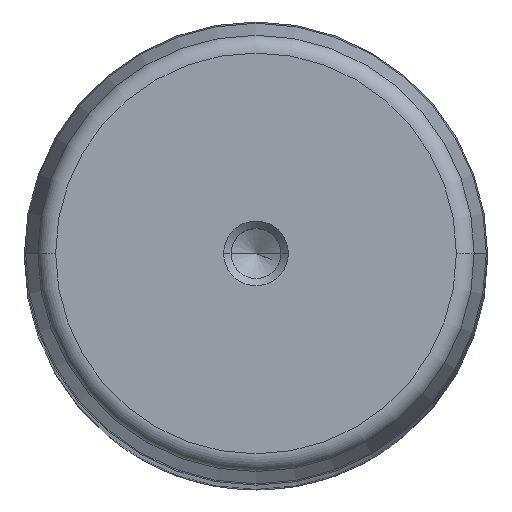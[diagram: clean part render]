
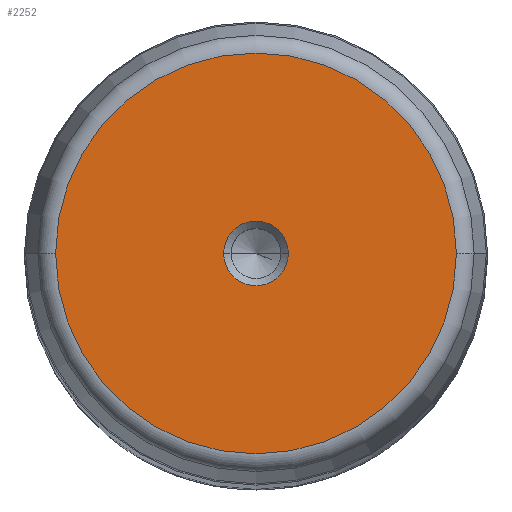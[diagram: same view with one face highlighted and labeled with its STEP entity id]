
A CAD part, top view. The second image highlights one B-rep face of the part: STEP entity #2252.
In plain terms, the highlighted planar face has unit normal (0, 0, 1).
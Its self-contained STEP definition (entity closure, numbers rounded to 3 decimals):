
#66 = CARTESIAN_POINT ( 'NONE',  ( -27.263, 0., 400. ) ) ;
#333 = DIRECTION ( 'NONE',  ( -1., 0., 0. ) ) ;
#414 = DIRECTION ( 'NONE',  ( 0., 0., -1. ) ) ;
#452 = EDGE_LOOP ( 'NONE', ( #686, #613 ) ) ;
#494 = EDGE_LOOP ( 'NONE', ( #1383, #1079 ) ) ;
#592 = AXIS2_PLACEMENT_3D ( 'NONE', #658, #1193, #2141 ) ;
#613 = ORIENTED_EDGE ( 'NONE', *, *, #2688, .F. ) ;
#629 = AXIS2_PLACEMENT_3D ( 'NONE', #2606, #414, #943 ) ;
#658 = CARTESIAN_POINT ( 'NONE',  ( 0., 0., 400. ) ) ;
#686 = ORIENTED_EDGE ( 'NONE', *, *, #1112, .F. ) ;
#736 = CARTESIAN_POINT ( 'NONE',  ( 27.263, 0., 400. ) ) ;
#740 = AXIS2_PLACEMENT_3D ( 'NONE', #813, #2280, #333 ) ;
#773 = VERTEX_POINT ( 'NONE', #736 ) ;
#813 = CARTESIAN_POINT ( 'NONE',  ( 0., 0., 400. ) ) ;
#943 = DIRECTION ( 'NONE',  ( 1., 0., 0. ) ) ;
#1032 = EDGE_CURVE ( 'NONE', #2666, #3171, #2129, .T. ) ;
#1079 = ORIENTED_EDGE ( 'NONE', *, *, #2063, .T. ) ;
#1084 = DIRECTION ( 'NONE',  ( 1., 0., 0. ) ) ;
#1097 = FACE_OUTER_BOUND ( 'NONE', #452, .T. ) ;
#1100 = CIRCLE ( 'NONE', #592, 27.263 ) ;
#1105 = AXIS2_PLACEMENT_3D ( 'NONE', #1865, #2350, #1363 ) ;
#1112 = EDGE_CURVE ( 'NONE', #3050, #773, #1100, .T. ) ;
#1193 = DIRECTION ( 'NONE',  ( 0., 0., -1. ) ) ;
#1315 = CARTESIAN_POINT ( 'NONE',  ( 4.4, 0., 400. ) ) ;
#1363 = DIRECTION ( 'NONE',  ( 1., 0., 0. ) ) ;
#1383 = ORIENTED_EDGE ( 'NONE', *, *, #1032, .T. ) ;
#1593 = CARTESIAN_POINT ( 'NONE',  ( -4.4, 0., 400. ) ) ;
#1865 = CARTESIAN_POINT ( 'NONE',  ( 0., 0., 400. ) ) ;
#2063 = EDGE_CURVE ( 'NONE', #3171, #2666, #2243, .T. ) ;
#2095 = PLANE ( 'NONE',  #1105 ) ;
#2129 = CIRCLE ( 'NONE', #629, 4.4 ) ;
#2141 = DIRECTION ( 'NONE',  ( -1., 0., 0. ) ) ;
#2243 = CIRCLE ( 'NONE', #3022, 4.4 ) ;
#2252 = ADVANCED_FACE ( 'NONE', ( #2889, #1097 ), #2095, .T. ) ;
#2275 = DIRECTION ( 'NONE',  ( 0., 0., -1. ) ) ;
#2280 = DIRECTION ( 'NONE',  ( 0., 0., -1. ) ) ;
#2350 = DIRECTION ( 'NONE',  ( 0., 0., 1. ) ) ;
#2455 = CIRCLE ( 'NONE', #740, 27.263 ) ;
#2606 = CARTESIAN_POINT ( 'NONE',  ( 0., 0., 400. ) ) ;
#2666 = VERTEX_POINT ( 'NONE', #1315 ) ;
#2688 = EDGE_CURVE ( 'NONE', #773, #3050, #2455, .T. ) ;
#2780 = CARTESIAN_POINT ( 'NONE',  ( 0., 0., 400. ) ) ;
#2889 = FACE_BOUND ( 'NONE', #494, .T. ) ;
#3022 = AXIS2_PLACEMENT_3D ( 'NONE', #2780, #2275, #1084 ) ;
#3050 = VERTEX_POINT ( 'NONE', #66 ) ;
#3171 = VERTEX_POINT ( 'NONE', #1593 ) ;
